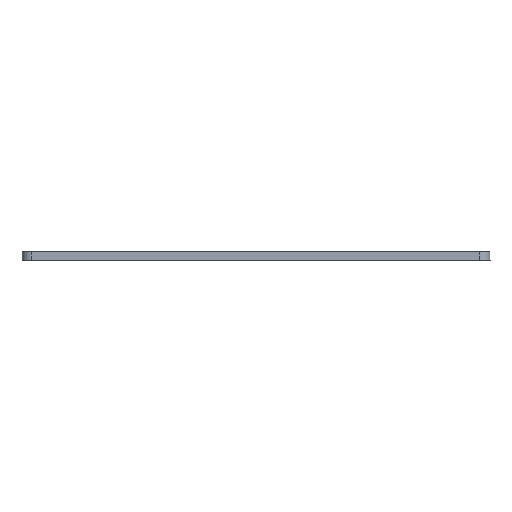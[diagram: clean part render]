
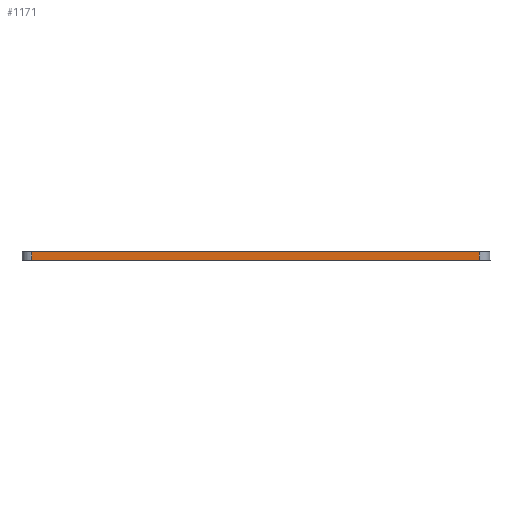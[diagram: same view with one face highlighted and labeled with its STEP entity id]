
A CAD part, left-side view. The second image highlights one B-rep face of the part: STEP entity #1171.
In plain terms, the highlighted planar face has unit normal (-1, 0.032, 0).
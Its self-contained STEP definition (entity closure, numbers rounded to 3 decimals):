
#381=DIRECTION('',(0.,0.,1.));
#382=VECTOR('',#381,6.);
#383=CARTESIAN_POINT('',(-6.61,10.219,-3.));
#384=LINE('',#383,#382);
#388=DIRECTION('',(-0.032,-0.999,0.));
#389=VECTOR('',#388,302.001);
#390=CARTESIAN_POINT('',(-6.61,10.219,3.));
#391=LINE('',#390,#389);
#395=DIRECTION('',(0.032,0.999,0.));
#396=VECTOR('',#395,302.001);
#397=CARTESIAN_POINT('',(-16.322,-291.626,-3.));
#398=LINE('',#397,#396);
#402=DIRECTION('',(0.,0.,-1.));
#403=VECTOR('',#402,6.);
#404=CARTESIAN_POINT('',(-16.322,-291.626,3.));
#405=LINE('',#404,#403);
#892=CARTESIAN_POINT('',(-16.322,-291.626,-3.));
#893=VERTEX_POINT('',#892);
#894=CARTESIAN_POINT('',(-16.322,-291.626,3.));
#895=VERTEX_POINT('',#894);
#929=CARTESIAN_POINT('',(-6.61,10.219,3.));
#931=VERTEX_POINT('',#929);
#932=CARTESIAN_POINT('',(-6.61,10.219,-3.));
#933=VERTEX_POINT('',#932);
#1158=CARTESIAN_POINT('',(-6.931,0.223,3.));
#1159=DIRECTION('',(-0.999,0.032,0.));
#1160=DIRECTION('',(0.,0.,-1.));
#1161=AXIS2_PLACEMENT_3D('',#1158,#1159,#1160);
#1162=PLANE('',#1161);
#1163=ORIENTED_EDGE('',*,*,#1149,.T.);
#1164=ORIENTED_EDGE('',*,*,#1138,.T.);
#1166=ORIENTED_EDGE('',*,*,#1165,.T.);
#1168=ORIENTED_EDGE('',*,*,#1167,.T.);
#1169=EDGE_LOOP('',(#1163,#1164,#1166,#1168));
#1170=FACE_OUTER_BOUND('',#1169,.F.);
#1138=EDGE_CURVE('',#931,#895,#391,.T.);
#1149=EDGE_CURVE('',#933,#931,#384,.T.);
#1165=EDGE_CURVE('',#895,#893,#405,.T.);
#1167=EDGE_CURVE('',#893,#933,#398,.T.);
#1171=ADVANCED_FACE('',(#1170),#1162,.T.);
